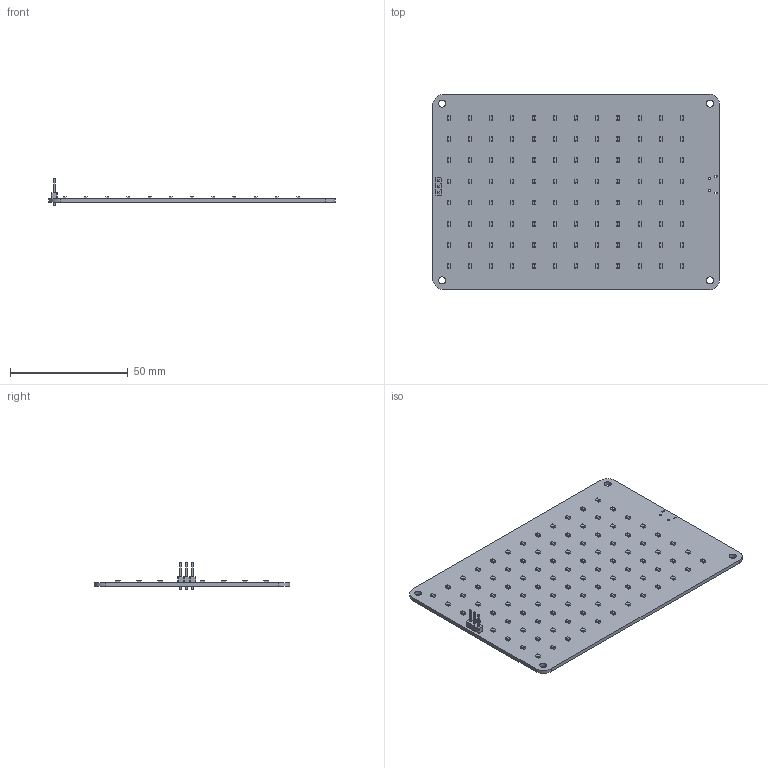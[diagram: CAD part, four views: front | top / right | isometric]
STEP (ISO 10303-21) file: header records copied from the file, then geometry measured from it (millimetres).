
FILE_DESCRIPTION(('KiCad electronic assembly'),'2;1');
FILE_NAME('Neopixel mini - 96 well.step','2018-09-14T11:21:31',( 'An Author'),('A Company'),'Open CASCADE STEP processor 6.8', 'KiCad to STEP converter','Unknown');
FILE_SCHEMA(('AUTOMOTIVE_DESIGN_CC2 { 1 2 10303 214 -1 1 5 4 }'));
Length unit declared in the file: millimetre
Products named in the file (6): Open CASCADE STEP translator 6.8 1; Pin_Header_Straight_1x03_Pitch2.54mm; SOLID; C_0805; COMPOUND
Assembly tree (100 placements, depth 3):
  Open CASCADE STEP translator 6.8 1
    Pin_Header_Straight_1x03_Pitch2.54mm
      SOLID
    C_0805  x96
      SOLID
    COMPOUND
Bounding box: 121.5 x 83 x 11.54 mm (x, y, z)
Volume: 16288.8 mm3; surface area: 21914.5 mm2
Topology: 98 solids, 98 shells, 2791 faces, 7167 edges, 4770 vertices
Faces by surface type: plane 1622, cylinder 1169
Full cylindrical faces by diameter (mm): 0.85 x2, 1 x3, 3.048 x4
Entity records: 10843 total; most frequent: CARTESIAN_POINT 2647, DIRECTION 1443, LINE 817, VECTOR 817, ORIENTED_EDGE 654, PCURVE 654, DEFINITIONAL_REPRESENTATION 654, EDGE_CURVE 327
